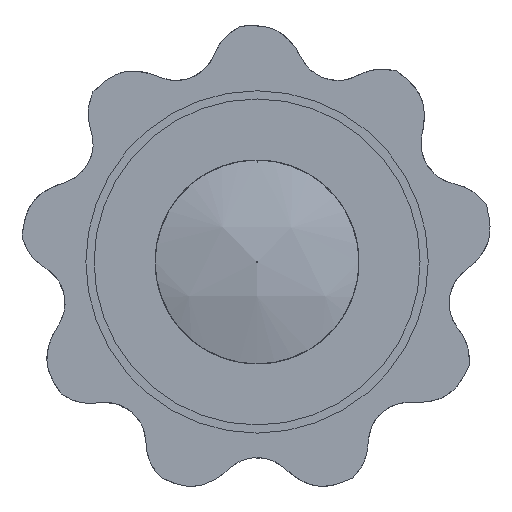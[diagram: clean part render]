
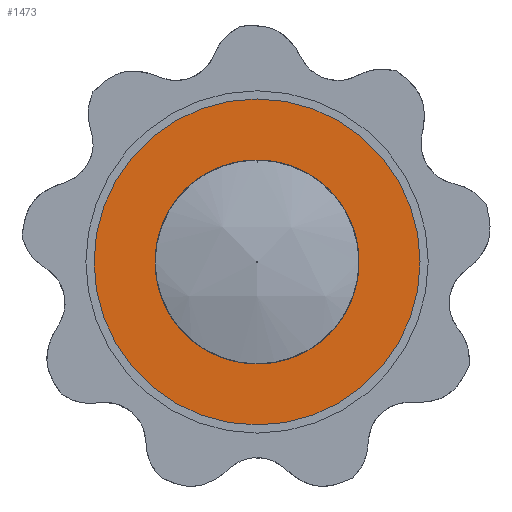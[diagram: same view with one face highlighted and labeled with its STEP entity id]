
A CAD part, front view. The second image highlights one B-rep face of the part: STEP entity #1473.
In plain terms, the highlighted planar face has unit normal (0, -1, 0).
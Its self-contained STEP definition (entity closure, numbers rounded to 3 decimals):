
#84=FACE_BOUND('',#227,.T.);
#87=PLANE('',#1629);
#130=FACE_OUTER_BOUND('',#226,.T.);
#226=EDGE_LOOP('',(#1077));
#227=EDGE_LOOP('',(#1078));
#303=CIRCLE('',#1569,12.5);
#323=CIRCLE('',#1625,20.);
#592=VERTEX_POINT('',#1935);
#665=VERTEX_POINT('',#3154);
#735=EDGE_CURVE('',#592,#592,#303,.T.);
#822=EDGE_CURVE('',#665,#665,#323,.T.);
#1077=ORIENTED_EDGE('',*,*,#822,.F.);
#1078=ORIENTED_EDGE('',*,*,#735,.T.);
#1473=ADVANCED_FACE('',(#130,#84),#87,.T.);
#1569=AXIS2_PLACEMENT_3D('',#1937,#1657,#1658);
#1625=AXIS2_PLACEMENT_3D('',#3155,#1794,#1795);
#1629=AXIS2_PLACEMENT_3D('',#3161,#1803,#1804);
#1657=DIRECTION('center_axis',(0.,1.,0.));
#1658=DIRECTION('ref_axis',(0.,0.,1.));
#1794=DIRECTION('center_axis',(0.,1.,0.));
#1795=DIRECTION('ref_axis',(0.,0.,1.));
#1803=DIRECTION('center_axis',(0.,-1.,0.));
#1804=DIRECTION('ref_axis',(0.,0.,-1.));
#1935=CARTESIAN_POINT('',(0.,21.9,-12.5));
#1937=CARTESIAN_POINT('Origin',(0.,21.9,0.));
#3154=CARTESIAN_POINT('',(0.,21.9,-20.));
#3155=CARTESIAN_POINT('Origin',(0.,21.9,0.));
#3161=CARTESIAN_POINT('Origin',(-20.001,21.9,0.));
